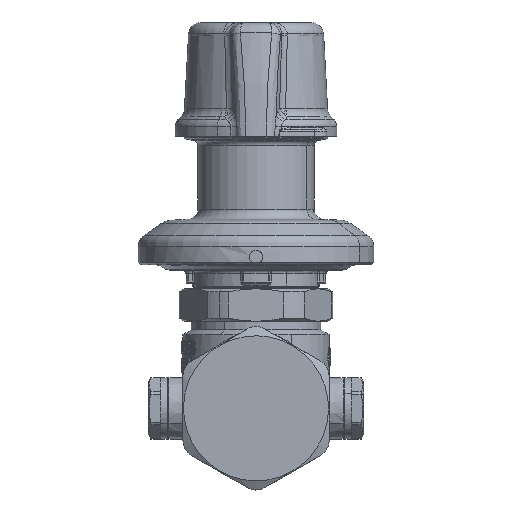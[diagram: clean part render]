
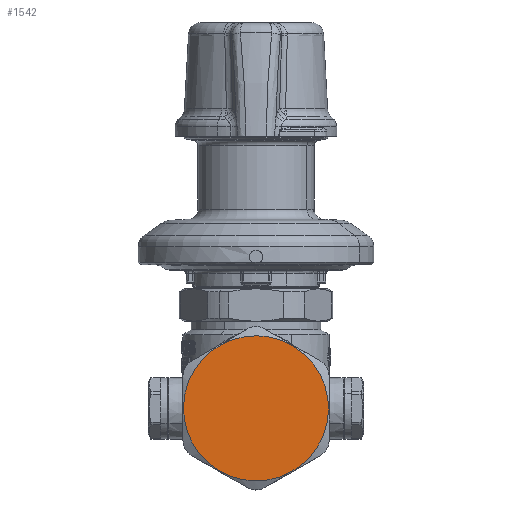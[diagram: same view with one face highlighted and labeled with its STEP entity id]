
A CAD part, front view. The second image highlights one B-rep face of the part: STEP entity #1542.
In plain terms, the highlighted planar face has unit normal (0, -1, 0).
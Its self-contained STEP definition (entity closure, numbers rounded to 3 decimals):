
#1519=CARTESIAN_POINT('Axis2P3D Location',(0.,-42.5,21.25)) ;
#1524=CARTESIAN_POINT('Axis2P3D Location',(0.,-42.5,0.)) ;
#1528=CARTESIAN_POINT('Vertex',(-10.188,-42.5,18.649)) ;
#1530=CARTESIAN_POINT('Vertex',(10.188,-42.5,-18.649)) ;
#1533=CARTESIAN_POINT('Axis2P3D Location',(0.,-42.5,0.)) ;
#1520=DIRECTION('Axis2P3D Direction',(0.,-1.,0.)) ;
#1521=DIRECTION('Axis2P3D XDirection',(1.,0.,0.)) ;
#1525=DIRECTION('Axis2P3D Direction',(0.,-1.,0.)) ;
#1534=DIRECTION('Axis2P3D Direction',(0.,-1.,0.)) ;
#1522=AXIS2_PLACEMENT_3D('Plane Axis2P3D',#1519,#1520,#1521) ;
#1526=AXIS2_PLACEMENT_3D('Circle Axis2P3D',#1524,#1525,$) ;
#1535=AXIS2_PLACEMENT_3D('Circle Axis2P3D',#1533,#1534,$) ;
#1527=CIRCLE('generated circle',#1526,21.25) ;
#1536=CIRCLE('generated circle',#1535,21.25) ;
#1523=PLANE('',#1522) ;
#1532=EDGE_CURVE('',#1529,#1531,#1527,.T.) ;
#1537=EDGE_CURVE('',#1531,#1529,#1536,.T.) ;
#1539=ORIENTED_EDGE('',*,*,#1532,.T.) ;
#1540=ORIENTED_EDGE('',*,*,#1537,.T.) ;
#1538=EDGE_LOOP('',(#1539,#1540)) ;
#1529=VERTEX_POINT('',#1528) ;
#1531=VERTEX_POINT('',#1530) ;
#1542=ADVANCED_FACE('PartBody',(#1541),#1523,.T.) ;
#1541=FACE_OUTER_BOUND('',#1538,.T.) ;
